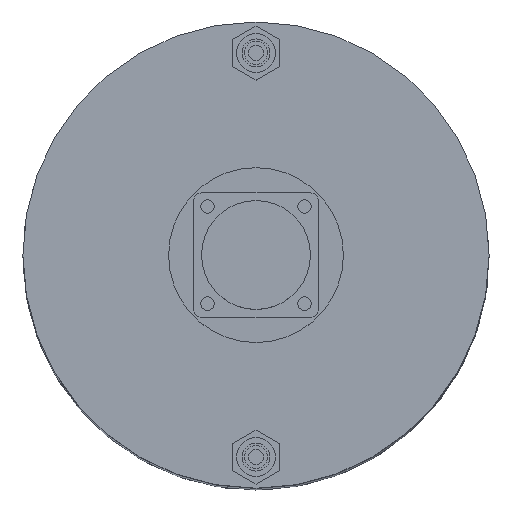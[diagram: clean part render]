
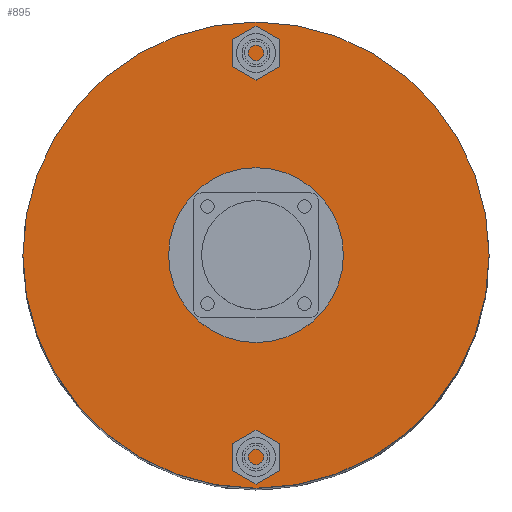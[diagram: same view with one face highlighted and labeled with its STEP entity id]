
A CAD part, top view. The second image highlights one B-rep face of the part: STEP entity #895.
In plain terms, the highlighted planar face has unit normal (0, 0, 1).
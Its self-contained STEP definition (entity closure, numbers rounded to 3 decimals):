
#286 = CARTESIAN_POINT ( 'NONE',  ( 60., 0., 35.5 ) ) ;
#329 = DIRECTION ( 'NONE',  ( 1., 0., 0. ) ) ;
#357 = CARTESIAN_POINT ( 'NONE',  ( 0., 0., 35.5 ) ) ;
#565 = ORIENTED_EDGE ( 'NONE', *, *, #2104, .T. ) ;
#576 = DIRECTION ( 'NONE',  ( 0., 0., 1. ) ) ;
#582 = FACE_OUTER_BOUND ( 'NONE', #3145, .T. ) ;
#651 = CARTESIAN_POINT ( 'NONE',  ( 0., 0., 35.5 ) ) ;
#660 = DIRECTION ( 'NONE',  ( 1., 0., 0. ) ) ;
#692 = VERTEX_POINT ( 'NONE', #286 ) ;
#716 = CIRCLE ( 'NONE', #3889, 60. ) ;
#839 = VERTEX_POINT ( 'NONE', #4100 ) ;
#895 = ADVANCED_FACE ( 'NONE', ( #2656, #582 ), #1569, .T. ) ;
#926 = VERTEX_POINT ( 'NONE', #2291 ) ;
#992 = EDGE_CURVE ( 'NONE', #3321, #692, #1743, .T. ) ;
#1041 = CARTESIAN_POINT ( 'NONE',  ( 0., 0., 35.5 ) ) ;
#1052 = DIRECTION ( 'NONE',  ( 0., 0., 1. ) ) ;
#1108 = ORIENTED_EDGE ( 'NONE', *, *, #992, .T. ) ;
#1496 = CARTESIAN_POINT ( 'NONE',  ( 0., 0., 35.5 ) ) ;
#1569 = PLANE ( 'NONE',  #4928 ) ;
#1634 = AXIS2_PLACEMENT_3D ( 'NONE', #4817, #576, #660 ) ;
#1692 = AXIS2_PLACEMENT_3D ( 'NONE', #1041, #4912, #2621 ) ;
#1743 = CIRCLE ( 'NONE', #2008, 60. ) ;
#1919 = DIRECTION ( 'NONE',  ( 0., 0., 1. ) ) ;
#2008 = AXIS2_PLACEMENT_3D ( 'NONE', #651, #1052, #2615 ) ;
#2104 = EDGE_CURVE ( 'NONE', #692, #3321, #716, .T. ) ;
#2206 = CARTESIAN_POINT ( 'NONE',  ( -60., 0., 35.5 ) ) ;
#2291 = CARTESIAN_POINT ( 'NONE',  ( -22.5, 0., 35.5 ) ) ;
#2429 = CIRCLE ( 'NONE', #1634, 22.5 ) ;
#2614 = ORIENTED_EDGE ( 'NONE', *, *, #4786, .F. ) ;
#2615 = DIRECTION ( 'NONE',  ( 1., 0., 0. ) ) ;
#2621 = DIRECTION ( 'NONE',  ( 1., 0., 0. ) ) ;
#2656 = FACE_BOUND ( 'NONE', #4016, .T. ) ;
#2721 = ORIENTED_EDGE ( 'NONE', *, *, #2762, .F. ) ;
#2762 = EDGE_CURVE ( 'NONE', #926, #839, #4673, .T. ) ;
#3043 = DIRECTION ( 'NONE',  ( 0., 0., 1. ) ) ;
#3145 = EDGE_LOOP ( 'NONE', ( #1108, #565 ) ) ;
#3321 = VERTEX_POINT ( 'NONE', #2206 ) ;
#3889 = AXIS2_PLACEMENT_3D ( 'NONE', #1496, #3043, #329 ) ;
#4016 = EDGE_LOOP ( 'NONE', ( #2721, #2614 ) ) ;
#4100 = CARTESIAN_POINT ( 'NONE',  ( 22.5, 0., 35.5 ) ) ;
#4578 = DIRECTION ( 'NONE',  ( 1., 0., 0. ) ) ;
#4673 = CIRCLE ( 'NONE', #1692, 22.5 ) ;
#4786 = EDGE_CURVE ( 'NONE', #839, #926, #2429, .T. ) ;
#4817 = CARTESIAN_POINT ( 'NONE',  ( 0., 0., 35.5 ) ) ;
#4912 = DIRECTION ( 'NONE',  ( 0., 0., 1. ) ) ;
#4928 = AXIS2_PLACEMENT_3D ( 'NONE', #357, #1919, #4578 ) ;
